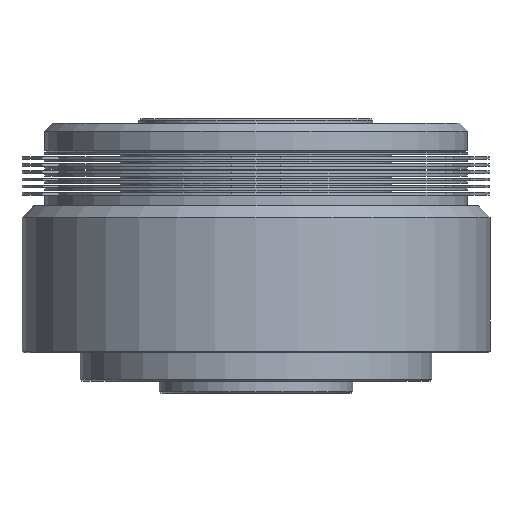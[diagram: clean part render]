
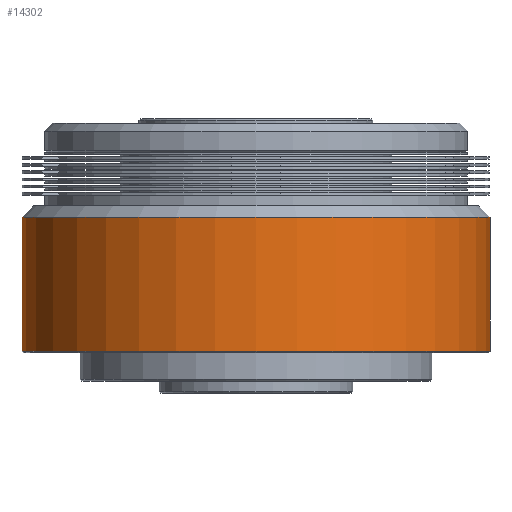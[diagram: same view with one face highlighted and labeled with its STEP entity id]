
A CAD part, front view. The second image highlights one B-rep face of the part: STEP entity #14302.
In plain terms, the highlighted cylindrical face has radius 145 mm (diameter 290 mm), a partial arc.
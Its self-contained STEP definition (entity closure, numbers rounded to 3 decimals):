
#9135 = CARTESIAN_POINT ( 'NONE',  ( -145., 0., 18.5 ) ) ;
#9238 = DIRECTION ( 'NONE',  ( 0., 0., -1. ) ) ;
#9239 = VECTOR ( 'NONE', #9238, 1000. ) ;
#9240 = CARTESIAN_POINT ( 'NONE',  ( 145., 0., 108.5 ) ) ;
#9241 = LINE ( 'NONE', #9240, #9239 ) ;
#9308 = DIRECTION ( 'NONE',  ( 0., 0., -1. ) ) ;
#9309 = VECTOR ( 'NONE', #9308, 1000. ) ;
#9310 = CARTESIAN_POINT ( 'NONE',  ( -145., 0., 108.5 ) ) ;
#9311 = LINE ( 'NONE', #9310, #9309 ) ;
#9388 = CARTESIAN_POINT ( 'NONE',  ( 145., 0., 101.5 ) ) ;
#9625 = CARTESIAN_POINT ( 'NONE',  ( 145., 0., 18.5 ) ) ;
#9631 = CARTESIAN_POINT ( 'NONE',  ( -145., 0., 101.5 ) ) ;
#9729 = CARTESIAN_POINT ( 'NONE',  ( 0., 0., 108.5 ) ) ;
#9730 = AXIS2_PLACEMENT_3D ( 'NONE', #9729, #9812, #9811 ) ;
#9733 = CYLINDRICAL_SURFACE ( 'NONE', #9730, 145. ) ;
#9734 = FACE_OUTER_BOUND ( 'NONE', #14207, .T. ) ;
#9807 = DIRECTION ( 'NONE',  ( 1., 0., 0. ) ) ;
#9808 = DIRECTION ( 'NONE',  ( 0., 0., -1. ) ) ;
#9809 = CARTESIAN_POINT ( 'NONE',  ( 0., 0., 101.5 ) ) ;
#9810 = AXIS2_PLACEMENT_3D ( 'NONE', #9809, #9808, #9807 ) ;
#9811 = DIRECTION ( 'NONE',  ( -1., 0., 0. ) ) ;
#9812 = DIRECTION ( 'NONE',  ( 0., 0., -1. ) ) ;
#9813 = CIRCLE ( 'NONE', #9810, 145. ) ;
#10198 = CIRCLE ( 'NONE', #10258, 145. ) ;
#10199 = CARTESIAN_POINT ( 'NONE',  ( 0., 0., 18.5 ) ) ;
#10254 = DIRECTION ( 'NONE',  ( -1., 0., 0. ) ) ;
#10257 = DIRECTION ( 'NONE',  ( 0., 0., 1. ) ) ;
#10258 = AXIS2_PLACEMENT_3D ( 'NONE', #10199, #10257, #10254 ) ;
#13913 = VERTEX_POINT ( 'NONE', #9135 ) ;
#14030 = VERTEX_POINT ( 'NONE', #9388 ) ;
#14065 = EDGE_CURVE ( 'NONE', #14144, #13913, #9311, .T. ) ;
#14069 = EDGE_CURVE ( 'NONE', #14030, #14146, #9241, .T. ) ;
#14144 = VERTEX_POINT ( 'NONE', #9631 ) ;
#14146 = VERTEX_POINT ( 'NONE', #9625 ) ;
#14207 = EDGE_LOOP ( 'NONE', ( #14303, #14304, #14419, #14420 ) ) ;
#14302 = ADVANCED_FACE ( 'NONE', ( #9734 ), #9733, .T. ) ;
#14303 = ORIENTED_EDGE ( 'NONE', *, *, #14069, .F. ) ;
#14304 = ORIENTED_EDGE ( 'NONE', *, *, #14305, .T. ) ;
#14305 = EDGE_CURVE ( 'NONE', #14030, #14144, #9813, .T. ) ;
#14419 = ORIENTED_EDGE ( 'NONE', *, *, #14065, .T. ) ;
#14420 = ORIENTED_EDGE ( 'NONE', *, *, #14421, .T. ) ;
#14421 = EDGE_CURVE ( 'NONE', #13913, #14146, #10198, .T. ) ;
